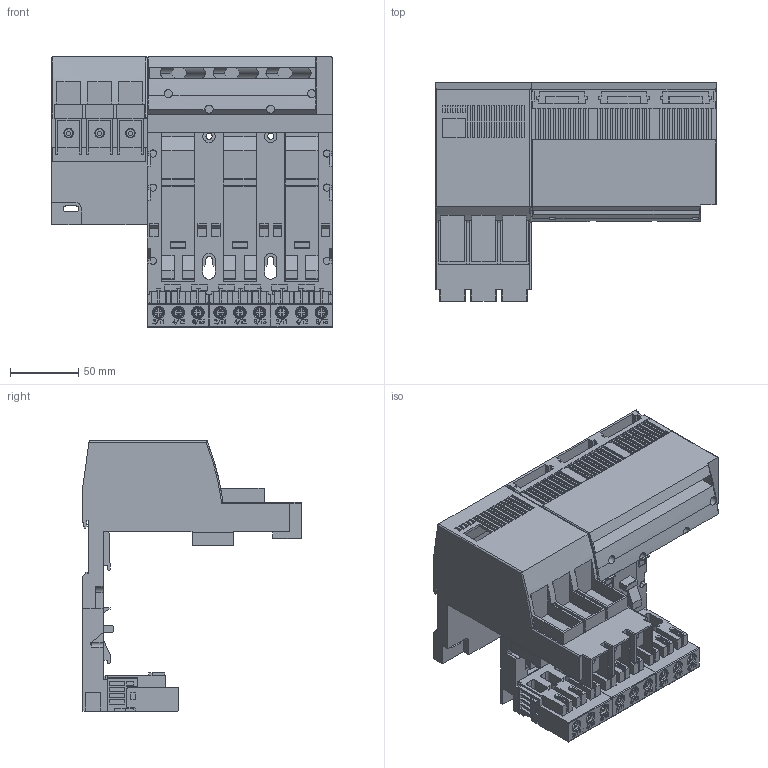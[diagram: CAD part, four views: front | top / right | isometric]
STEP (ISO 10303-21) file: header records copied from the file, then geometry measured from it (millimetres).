
FILE_DESCRIPTION(('no description'),'unknown implementation level');
FILE_NAME('3RA6813-8AB_3D-v.stp',' ',('SIEMENS A&D'),('CADClick - KiM GmbH - www.kimweb.de'),'unknown preprocess','ACIS','unknown authorization');
FILE_SCHEMA(('automotive_design'));
Length unit declared in the file: millimetre
Products named in the file (10): 1; 2; 3; 4; 5; 6; 7; 8; 9; 10
Bounding box: 205.3 x 159.8 x 197.5 mm (x, y, z)
Volume: 1111647.8 mm3; surface area: 311772.2 mm2
Topology: 10 solids, 13 shells, 2811 faces, 7847 edges, 5146 vertices
Faces by surface type: plane 2368, cylinder 271, cone 90, torus 64, revolution 18
Entity records: 178463 total; most frequent: CARTESIAN_POINT 17706, STYLED_ITEM 15814, PRESENTATION_STYLE_ASSIGNMENT 15814, COLOUR_RGB 15814, ORIENTED_EDGE 15706, DIRECTION 14170, EDGE_CURVE 7847, CURVE_STYLE 7847
